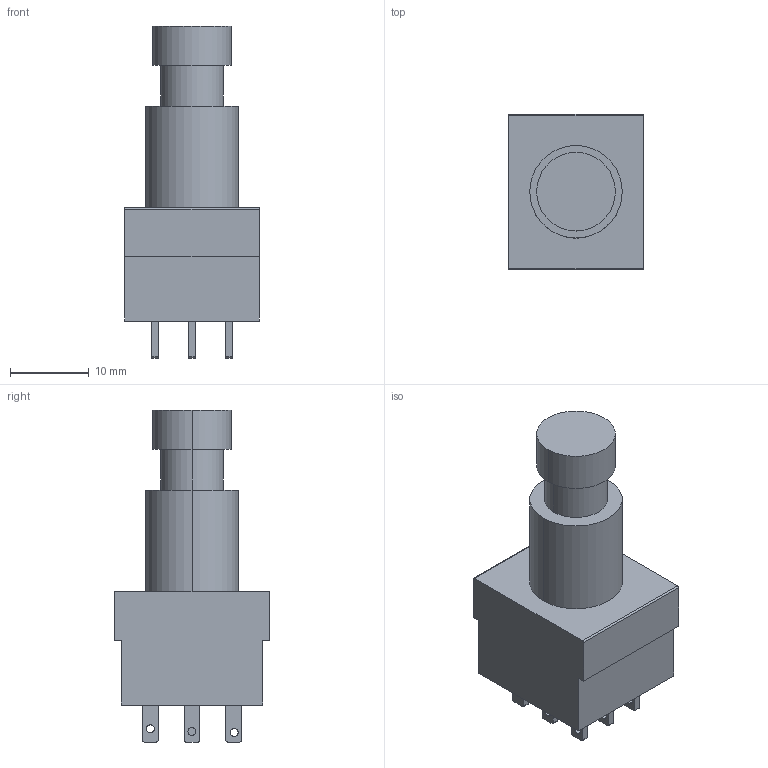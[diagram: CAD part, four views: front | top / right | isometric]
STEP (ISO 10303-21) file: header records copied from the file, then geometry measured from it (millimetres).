
FILE_DESCRIPTION (( 'STEP AP214' ), '1' );
FILE_NAME ('User Library-3P3T SWITCH.STEP', '2015-07-26T21:49:53', ( 'Windows User' ), ( '' ), 'SwSTEP 2.0', 'SolidWorks 2015', '' );
FILE_SCHEMA (( 'AUTOMOTIVE_DESIGN' ));
Length unit declared in the file: millimetre
Products named in the file (1): User Library-3P3T SWITCH
Bounding box: 17.1 x 19.8 x 42.2 mm (x, y, z)
Surface area: 2843.1 mm2 (no closed solid volume)
Topology: 0 solids, 5 shells, 110 faces, 275 edges, 185 vertices
Faces by surface type: plane 66, cylinder 44
Entity records: 4561 total; most frequent: DIRECTION 584, CARTESIAN_POINT 572, ORIENTED_EDGE 544, EDGE_CURVE 276, AXIS2_PLACEMENT_3D 198, VECTOR 188, LINE 188, VERTEX_POINT 186
